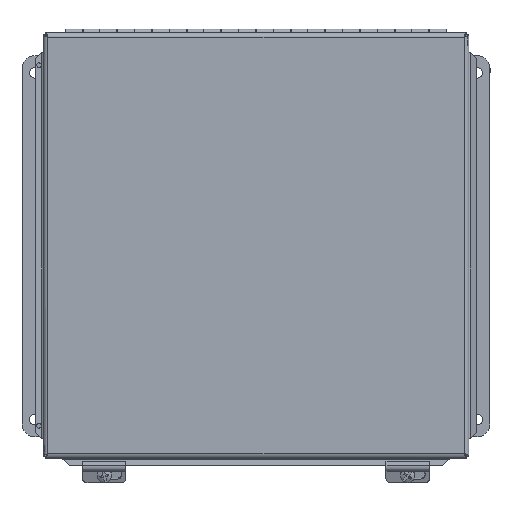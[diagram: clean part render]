
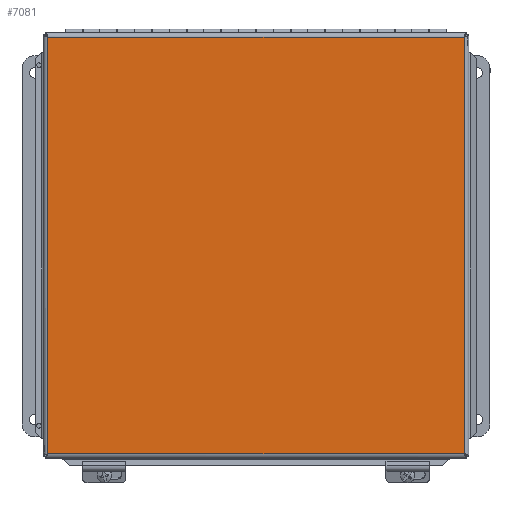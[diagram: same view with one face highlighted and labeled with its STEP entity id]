
A CAD part, top view. The second image highlights one B-rep face of the part: STEP entity #7081.
In plain terms, the highlighted planar face has unit normal (0, 0, 1).
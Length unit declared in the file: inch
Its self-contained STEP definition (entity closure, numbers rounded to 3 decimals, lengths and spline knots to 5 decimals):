
#669=FACE_OUTER_BOUND('',#1076,.T.);
#1076=EDGE_LOOP('',(#5060,#5061,#5062,#5063));
#1734=LINE('',#10465,#2442);
#1740=LINE('',#10546,#2448);
#1745=LINE('',#10625,#2453);
#1750=LINE('',#10703,#2458);
#2442=VECTOR('',#8366,12.007);
#2448=VECTOR('',#8380,12.007);
#2453=VECTOR('',#8393,12.007);
#2458=VECTOR('',#8406,12.007);
#3102=VERTEX_POINT('',#10456);
#3103=VERTEX_POINT('',#10464);
#3106=VERTEX_POINT('',#10538);
#3108=VERTEX_POINT('',#10624);
#3807=EDGE_CURVE('',#3103,#3102,#1734,.T.);
#3817=EDGE_CURVE('',#3102,#3106,#1740,.T.);
#3826=EDGE_CURVE('',#3108,#3103,#1745,.T.);
#3835=EDGE_CURVE('',#3106,#3108,#1750,.T.);
#5060=ORIENTED_EDGE('',*,*,#3807,.T.);
#5061=ORIENTED_EDGE('',*,*,#3817,.T.);
#5062=ORIENTED_EDGE('',*,*,#3835,.T.);
#5063=ORIENTED_EDGE('',*,*,#3826,.T.);
#6512=PLANE('',#7497);
#7081=ADVANCED_FACE('',(#669),#6512,.T.);
#7497=AXIS2_PLACEMENT_3D('',#10771,#8416,#8417);
#8366=DIRECTION('',(1.,0.,0.));
#8380=DIRECTION('',(0.,1.,0.));
#8393=DIRECTION('',(0.,-1.,0.));
#8406=DIRECTION('',(-1.,0.,0.));
#8416=DIRECTION('center_axis',(0.,0.,1.));
#8417=DIRECTION('ref_axis',(1.,0.,0.));
#10456=CARTESIAN_POINT('',(6.0035,-6.0035,0.059));
#10464=CARTESIAN_POINT('',(-6.0035,-6.0035,0.059));
#10465=CARTESIAN_POINT('',(-3.00175,-6.0035,0.059));
#10538=CARTESIAN_POINT('',(6.0035,6.0035,0.059));
#10546=CARTESIAN_POINT('',(6.0035,-3.00175,0.059));
#10624=CARTESIAN_POINT('',(-6.0035,6.0035,0.059));
#10625=CARTESIAN_POINT('',(-6.0035,3.00175,0.059));
#10703=CARTESIAN_POINT('',(3.00175,6.0035,0.059));
#10771=CARTESIAN_POINT('Origin',(0.,0.,
0.059));
